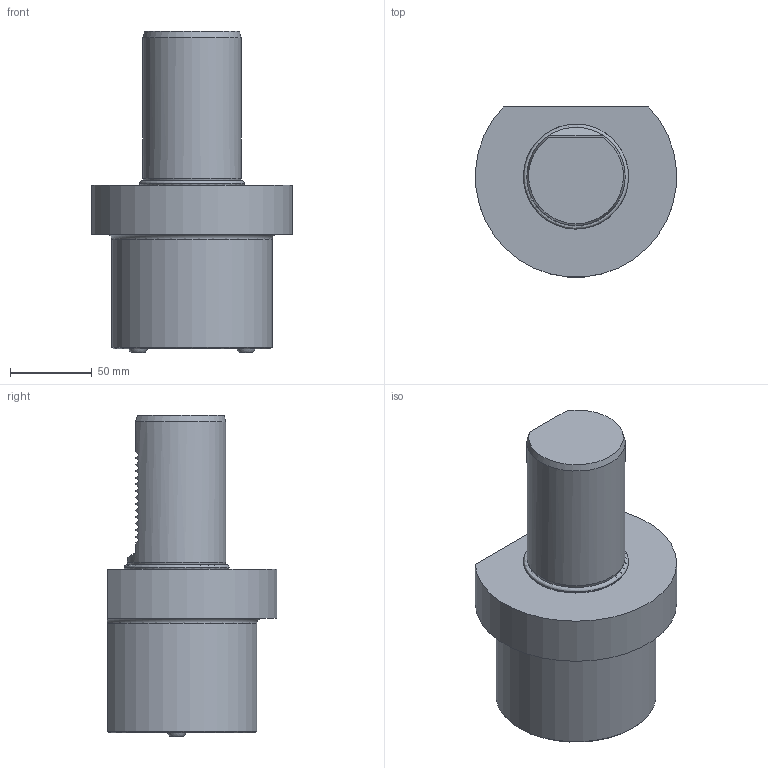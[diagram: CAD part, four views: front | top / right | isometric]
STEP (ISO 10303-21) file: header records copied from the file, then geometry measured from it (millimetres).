
FILE_DESCRIPTION (( 'STEP AP214' ), '1' );
FILE_NAME ('E260X50.STEP', '2025-07-29T08:20:38', ( '' ), ( '' ), 'SwSTEP 2.0', 'SolidWorks 2023', '' );
FILE_SCHEMA (( 'AUTOMOTIVE_DESIGN' ));
Length unit declared in the file: millimetre
Products named in the file (1): E260X50
Bounding box: 122.69 x 103.77 x 196.37 mm (x, y, z)
Volume: 919419.7 mm3; surface area: 85564.1 mm2
Topology: 1 solids, 1 shells, 294 faces, 772 edges, 516 vertices
Faces by surface type: plane 195, bspline 46, cylinder 45, cone 3, torus 3, sphere 2
Full cylindrical faces by diameter (mm): 1.7 x1, 2.1 x1, 6.366 x1, 50 x1, 60 x1, 64.194 x1
Entity records: 14635 total; most frequent: CARTESIAN_POINT 5687, ORIENTED_EDGE 1518, DIRECTION 1150, EDGE_CURVE 759, VERTEX_POINT 512, LINE 500, VECTOR 500, EDGE_LOOP 339
